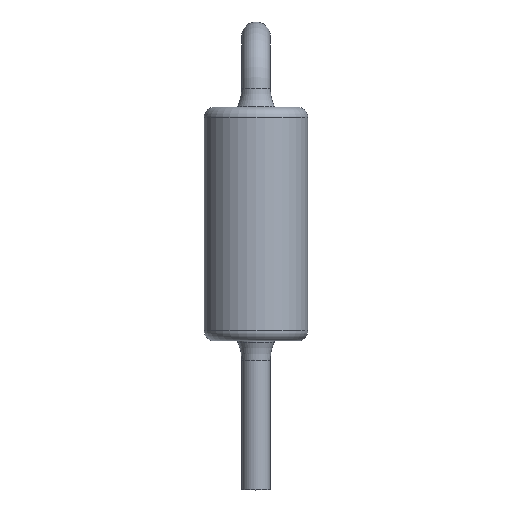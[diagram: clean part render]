
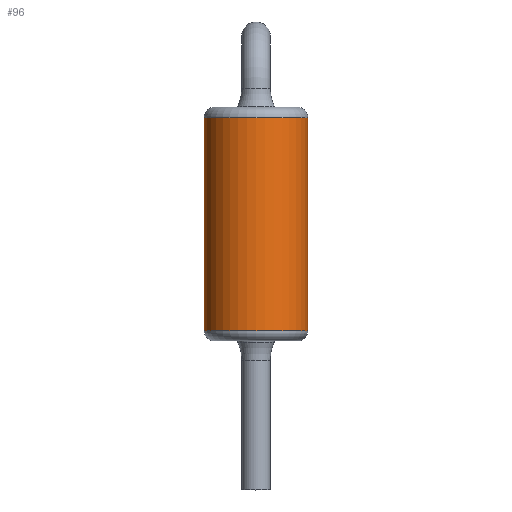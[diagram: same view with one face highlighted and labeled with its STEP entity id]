
A CAD part, left-side view. The second image highlights one B-rep face of the part: STEP entity #96.
In plain terms, the highlighted cylindrical face has radius 1 mm (diameter 2 mm), a full revolution.
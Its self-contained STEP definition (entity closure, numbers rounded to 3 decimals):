
#96=ADVANCED_FACE('',(#274,#276),#278,.T.);
#274=FACE_OUTER_BOUND('',#275,.T.);
#275=EDGE_LOOP('',(#429));
#276=FACE_OUTER_BOUND('',#277,.T.);
#277=EDGE_LOOP('',(#430));
#278=CYLINDRICAL_SURFACE('',#279,1.);
#279=AXIS2_PLACEMENT_3D('',#280,#281,#282);
#280=CARTESIAN_POINT('',(-1.27,0.,0.57));
#281=DIRECTION('',(0.,0.,1.));
#282=DIRECTION('',(1.,0.,0.));
#429=ORIENTED_EDGE('',*,*,#463,.F.);
#430=ORIENTED_EDGE('',*,*,#464,.T.);
#463=EDGE_CURVE('',#482,#482,#483,.T.);
#464=EDGE_CURVE('',#484,#484,#485,.T.);
#482=VERTEX_POINT('',#521);
#483=CIRCLE('',#522,1.);
#484=VERTEX_POINT('',#526);
#485=CIRCLE('',#527,1.);
#521=CARTESIAN_POINT('',(-0.27,0.,4.67));
#522=AXIS2_PLACEMENT_3D('',#523,#524,#525);
#523=CARTESIAN_POINT('',(-1.27,0.,4.67));
#524=DIRECTION('',(0.,0.,1.));
#525=DIRECTION('',(1.,0.,0.));
#526=CARTESIAN_POINT('',(-0.27,0.,0.57));
#527=AXIS2_PLACEMENT_3D('',#528,#529,#530);
#528=CARTESIAN_POINT('',(-1.27,0.,0.57));
#529=DIRECTION('',(0.,0.,1.));
#530=DIRECTION('',(1.,0.,0.));
